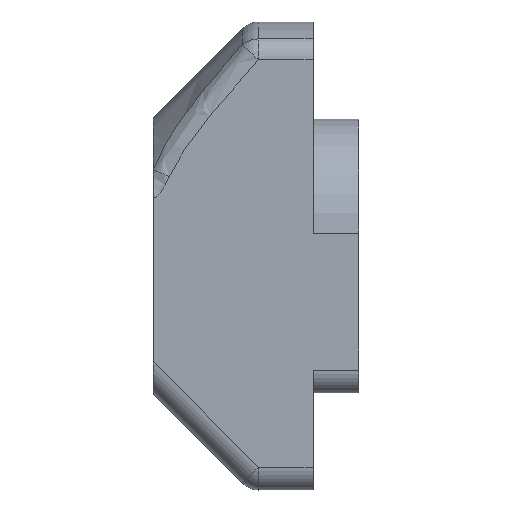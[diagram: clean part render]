
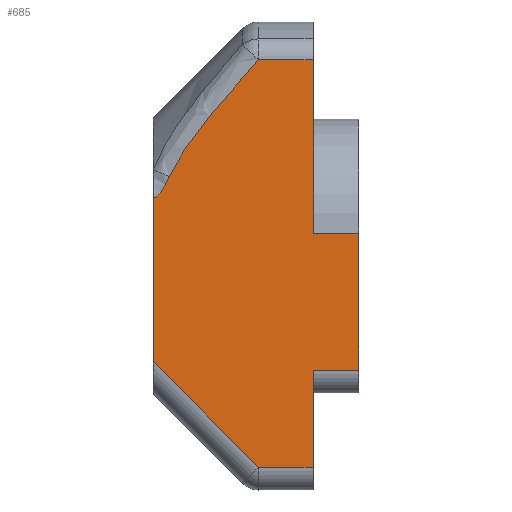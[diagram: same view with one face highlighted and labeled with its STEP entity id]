
A CAD part, front view. The second image highlights one B-rep face of the part: STEP entity #685.
In plain terms, the highlighted face is planar.
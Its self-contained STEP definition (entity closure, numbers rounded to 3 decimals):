
#38=B_SPLINE_CURVE_WITH_KNOTS('',3,(#1251,#1252,#1253,#1254,#1255,#1256),
 .UNSPECIFIED.,.F.,.F.,(4,1,1,4),(0.181,0.32,0.412,
0.505),.UNSPECIFIED.);
#40=B_SPLINE_CURVE_WITH_KNOTS('',3,(#1314,#1315,#1316,#1317,#1318,#1319),
 .UNSPECIFIED.,.F.,.F.,(4,1,1,4),(0.433,0.467,0.484,
0.493),.UNSPECIFIED.);
#50=PLANE('',#781);
#104=FACE_OUTER_BOUND('',#147,.T.);
#147=EDGE_LOOP('',(#618,#619,#620,#621,#622,#623,#624,#625,#626,#627,#628));
#155=LINE('',#1030,#202);
#162=LINE('',#1065,#209);
#163=LINE('',#1068,#210);
#178=LINE('',#1168,#225);
#179=LINE('',#1173,#226);
#184=LINE('',#1211,#231);
#190=LINE('',#1289,#237);
#193=LINE('',#1328,#240);
#196=LINE('',#1335,#243);
#202=VECTOR('',#812,10.);
#209=VECTOR('',#839,10.);
#210=VECTOR('',#842,10.);
#225=VECTOR('',#897,10.);
#226=VECTOR('',#902,10.);
#231=VECTOR('',#921,10.);
#237=VECTOR('',#965,10.);
#240=VECTOR('',#976,10.);
#243=VECTOR('',#985,10.);
#296=VERTEX_POINT('',#1027);
#297=VERTEX_POINT('',#1029);
#304=VERTEX_POINT('',#1050);
#311=VERTEX_POINT('',#1063);
#312=VERTEX_POINT('',#1067);
#326=VERTEX_POINT('',#1152);
#330=VERTEX_POINT('',#1170);
#334=VERTEX_POINT('',#1213);
#337=VERTEX_POINT('',#1249);
#344=VERTEX_POINT('',#1286);
#346=VERTEX_POINT('',#1327);
#358=EDGE_CURVE('',#297,#296,#155,.T.);
#374=EDGE_CURVE('',#304,#311,#162,.T.);
#375=EDGE_CURVE('',#312,#304,#163,.T.);
#405=EDGE_CURVE('',#296,#326,#178,.T.);
#407=EDGE_CURVE('',#326,#330,#179,.T.);
#415=EDGE_CURVE('',#312,#330,#184,.T.);
#420=EDGE_CURVE('',#334,#337,#38,.T.);
#435=EDGE_CURVE('',#344,#334,#190,.T.);
#436=EDGE_CURVE('',#337,#297,#40,.T.);
#440=EDGE_CURVE('',#344,#346,#193,.T.);
#444=EDGE_CURVE('',#311,#346,#196,.T.);
#618=ORIENTED_EDGE('',*,*,#415,.F.);
#619=ORIENTED_EDGE('',*,*,#375,.T.);
#620=ORIENTED_EDGE('',*,*,#374,.T.);
#621=ORIENTED_EDGE('',*,*,#444,.T.);
#622=ORIENTED_EDGE('',*,*,#440,.F.);
#623=ORIENTED_EDGE('',*,*,#435,.T.);
#624=ORIENTED_EDGE('',*,*,#420,.T.);
#625=ORIENTED_EDGE('',*,*,#436,.T.);
#626=ORIENTED_EDGE('',*,*,#358,.T.);
#627=ORIENTED_EDGE('',*,*,#405,.T.);
#628=ORIENTED_EDGE('',*,*,#407,.T.);
#685=ADVANCED_FACE('',(#104),#50,.F.);
#781=AXIS2_PLACEMENT_3D('',#1337,#988,#989);
#812=DIRECTION('',(1.,0.,0.));
#839=DIRECTION('',(-1.,0.,0.));
#842=DIRECTION('',(0.,0.,-1.));
#897=DIRECTION('',(0.707,0.,-0.707));
#902=DIRECTION('',(0.,0.,-1.));
#921=DIRECTION('',(1.,0.,0.));
#965=DIRECTION('',(0.,0.,1.));
#976=DIRECTION('',(1.,0.,0.));
#985=DIRECTION('',(0.,0.,1.));
#988=DIRECTION('center_axis',(0.,-1.,0.));
#989=DIRECTION('ref_axis',(-1.,0.,0.));
#1027=CARTESIAN_POINT('',(2.318,3.,0.));
#1029=CARTESIAN_POINT('',(-1.275,3.,0.));
#1030=CARTESIAN_POINT('',(-4.608,3.,0.));
#1050=CARTESIAN_POINT('',(2.5,3.,-4.5));
#1063=CARTESIAN_POINT('',(-0.5,3.,-4.5));
#1065=CARTESIAN_POINT('',(1.5,3.,-4.5));
#1067=CARTESIAN_POINT('',(2.5,3.,-3.5));
#1068=CARTESIAN_POINT('',(2.5,3.,-1.5));
#1152=CARTESIAN_POINT('',(4.625,3.,-2.307));
#1168=CARTESIAN_POINT('',(3.19,3.,-0.872));
#1170=CARTESIAN_POINT('',(4.625,3.,-3.5));
#1173=CARTESIAN_POINT('',(4.625,3.,0.));
#1211=CARTESIAN_POINT('',(2.563,3.,-3.5));
#1213=CARTESIAN_POINT('',(-4.3,3.,-2.307));
#1249=CARTESIAN_POINT('',(-1.737,3.,-0.354));
#1251=CARTESIAN_POINT('Ctrl Pts',(-4.3,3.,-2.307));
#1252=CARTESIAN_POINT('Ctrl Pts',(-3.958,3.,-1.996));
#1253=CARTESIAN_POINT('Ctrl Pts',(-3.383,3.,-1.483));
#1254=CARTESIAN_POINT('Ctrl Pts',(-2.54,3.,-0.812));
#1255=CARTESIAN_POINT('Ctrl Pts',(-2.019,3.,-0.478));
#1256=CARTESIAN_POINT('Ctrl Pts',(-1.737,3.,-0.354));
#1286=CARTESIAN_POINT('',(-4.3,3.,-3.5));
#1289=CARTESIAN_POINT('',(-4.3,3.,0.));
#1314=CARTESIAN_POINT('Ctrl Pts',(-1.737,3.,-0.354));
#1315=CARTESIAN_POINT('Ctrl Pts',(-1.633,3.,-0.307));
#1316=CARTESIAN_POINT('Ctrl Pts',(-1.482,3.,-0.225));
#1317=CARTESIAN_POINT('Ctrl Pts',(-1.32,3.,-0.106));
#1318=CARTESIAN_POINT('Ctrl Pts',(-1.275,3.,-0.029));
#1319=CARTESIAN_POINT('Ctrl Pts',(-1.275,3.,0.));
#1327=CARTESIAN_POINT('',(-0.5,3.,-3.5));
#1328=CARTESIAN_POINT('',(2.563,3.,-3.5));
#1335=CARTESIAN_POINT('',(-0.5,3.,-1.5));
#1337=CARTESIAN_POINT('Origin',(3.,3.,0.));
